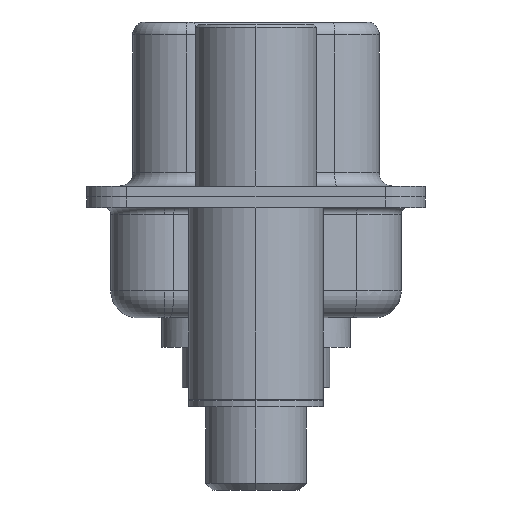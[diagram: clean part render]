
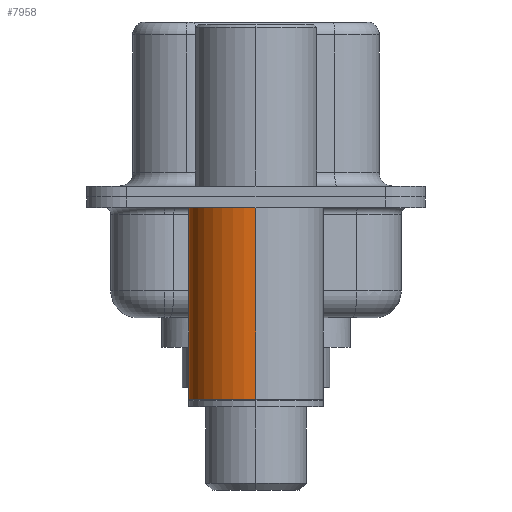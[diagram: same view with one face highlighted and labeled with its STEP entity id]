
A CAD part, left-side view. The second image highlights one B-rep face of the part: STEP entity #7958.
In plain terms, the highlighted cylindrical face has radius 2.5 mm (diameter 5 mm), a partial arc.
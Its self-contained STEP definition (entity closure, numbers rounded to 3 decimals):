
#468 = DIRECTION ( 'NONE',  ( 0., 0., 1. ) ) ;
#787 = VERTEX_POINT ( 'NONE', #1272 ) ;
#1243 = LINE ( 'NONE', #9464, #5299 ) ;
#1272 = CARTESIAN_POINT ( 'NONE',  ( -2.5, 0., -7.525 ) ) ;
#2509 = DIRECTION ( 'NONE',  ( 0., 0., 1. ) ) ;
#3415 = CARTESIAN_POINT ( 'NONE',  ( 0., 0., -7.525 ) ) ;
#3493 = DIRECTION ( 'NONE',  ( 1., 0., 0. ) ) ;
#3941 = DIRECTION ( 'NONE',  ( 0., 0., 1. ) ) ;
#4111 = VECTOR ( 'NONE', #2509, 1000. ) ;
#4331 = FACE_OUTER_BOUND ( 'NONE', #12287, .T. ) ;
#4884 = EDGE_CURVE ( 'NONE', #18117, #787, #13626, .T. ) ;
#5299 = VECTOR ( 'NONE', #6055, 1000. ) ;
#5598 = EDGE_CURVE ( 'NONE', #14838, #22109, #10911, .T. ) ;
#6055 = DIRECTION ( 'NONE',  ( 0., 0., 1. ) ) ;
#6898 = AXIS2_PLACEMENT_3D ( 'NONE', #3415, #3941, #3493 ) ;
#7958 = ADVANCED_FACE ( 'NONE', ( #4331 ), #17683, .T. ) ;
#8657 = ORIENTED_EDGE ( 'NONE', *, *, #5598, .F. ) ;
#8727 = LINE ( 'NONE', #14579, #4111 ) ;
#9464 = CARTESIAN_POINT ( 'NONE',  ( 2.5, 0., 0.581 ) ) ;
#9943 = DIRECTION ( 'NONE',  ( 1., 0., 0. ) ) ;
#10610 = AXIS2_PLACEMENT_3D ( 'NONE', #16911, #11726, #9943 ) ;
#10911 = CIRCLE ( 'NONE', #22462, 2.5 ) ;
#11726 = DIRECTION ( 'NONE',  ( 0., 0., 1. ) ) ;
#12287 = EDGE_LOOP ( 'NONE', ( #15800, #19987, #8657, #19629 ) ) ;
#12510 = CARTESIAN_POINT ( 'NONE',  ( -2.5, 0., -0.4 ) ) ;
#13626 = CIRCLE ( 'NONE', #6898, 2.5 ) ;
#14579 = CARTESIAN_POINT ( 'NONE',  ( -2.5, 0., 0.581 ) ) ;
#14838 = VERTEX_POINT ( 'NONE', #21886 ) ;
#15405 = EDGE_CURVE ( 'NONE', #787, #22109, #8727, .T. ) ;
#15800 = ORIENTED_EDGE ( 'NONE', *, *, #4884, .T. ) ;
#16911 = CARTESIAN_POINT ( 'NONE',  ( 0., 0., 0.581 ) ) ;
#17252 = DIRECTION ( 'NONE',  ( 1., 0., 0. ) ) ;
#17674 = CARTESIAN_POINT ( 'NONE',  ( 2.5, 0., -7.525 ) ) ;
#17683 = CYLINDRICAL_SURFACE ( 'NONE', #10610, 2.5 ) ;
#18117 = VERTEX_POINT ( 'NONE', #17674 ) ;
#18455 = EDGE_CURVE ( 'NONE', #18117, #14838, #1243, .T. ) ;
#19404 = CARTESIAN_POINT ( 'NONE',  ( 0., 0., -0.4 ) ) ;
#19629 = ORIENTED_EDGE ( 'NONE', *, *, #18455, .F. ) ;
#19987 = ORIENTED_EDGE ( 'NONE', *, *, #15405, .T. ) ;
#21886 = CARTESIAN_POINT ( 'NONE',  ( 2.5, 0., -0.4 ) ) ;
#22109 = VERTEX_POINT ( 'NONE', #12510 ) ;
#22462 = AXIS2_PLACEMENT_3D ( 'NONE', #19404, #468, #17252 ) ;
